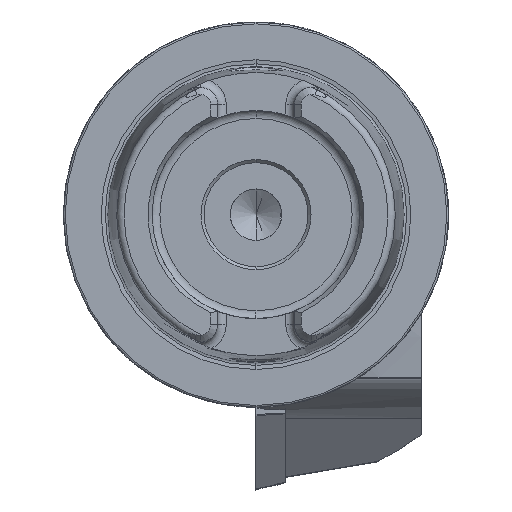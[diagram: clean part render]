
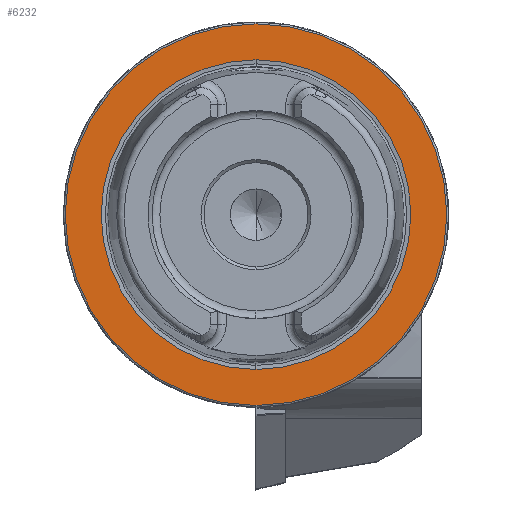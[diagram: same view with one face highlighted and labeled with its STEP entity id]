
A CAD part, left-side view. The second image highlights one B-rep face of the part: STEP entity #6232.
In plain terms, the highlighted planar face has unit normal (-1, 0, 0).
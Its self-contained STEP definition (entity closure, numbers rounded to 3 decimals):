
#160 = EDGE_CURVE ( 'NONE', #12031, #11988, #2695, .T. ) ;
#163 = EDGE_CURVE ( 'NONE', #11982, #12007, #2688, .T. ) ;
#1062 = CARTESIAN_POINT ( 'NONE',  ( 0., 31.2, 0. ) ) ;
#1065 = PLANE ( 'NONE',  #9038 ) ;
#1067 = DIRECTION ( 'NONE',  ( 1., 0., 0. ) ) ;
#1068 = DIRECTION ( 'NONE',  ( 0., 0., -1. ) ) ;
#1982 = CARTESIAN_POINT ( 'NONE',  ( 0., 0., 0. ) ) ;
#1983 = DIRECTION ( 'NONE',  ( -1., 0., 0. ) ) ;
#1984 = DIRECTION ( 'NONE',  ( 0., 0., 1. ) ) ;
#2688 = CIRCLE ( 'NONE', #7512, 25.324 ) ;
#2695 = CIRCLE ( 'NONE', #7482, 31.2 ) ;
#3065 = FACE_OUTER_BOUND ( 'NONE', #3830, .T. ) ;
#3072 = FACE_BOUND ( 'NONE', #3806, .T. ) ;
#3806 = EDGE_LOOP ( 'NONE', ( #11799, #11914 ) ) ;
#3830 = EDGE_LOOP ( 'NONE', ( #11795, #11804 ) ) ;
#5793 = AXIS2_PLACEMENT_3D ( 'NONE', #1982, #1983, #1984 ) ;
#5837 = AXIS2_PLACEMENT_3D ( 'NONE', #9403, #9404, #9405 ) ;
#5924 = CARTESIAN_POINT ( 'NONE',  ( 0., 0., -31.2 ) ) ;
#6232 = ADVANCED_FACE ( 'NONE', ( #3072, #3065 ), #1065, .F. ) ;
#7365 = CARTESIAN_POINT ( 'NONE',  ( 0., 0., 25.324 ) ) ;
#7370 = CARTESIAN_POINT ( 'NONE',  ( 0., 0., 31.2 ) ) ;
#7389 = CARTESIAN_POINT ( 'NONE',  ( 0., 0., -25.324 ) ) ;
#7482 = AXIS2_PLACEMENT_3D ( 'NONE', #9841, #9839, #9838 ) ;
#7512 = AXIS2_PLACEMENT_3D ( 'NONE', #9812, #9813, #9814 ) ;
#8340 = EDGE_CURVE ( 'NONE', #12007, #11982, #10155, .T. ) ;
#8584 = EDGE_CURVE ( 'NONE', #11988, #12031, #11103, .T. ) ;
#9038 = AXIS2_PLACEMENT_3D ( 'NONE', #1062, #1067, #1068 ) ;
#9403 = CARTESIAN_POINT ( 'NONE',  ( 0., 0., 0. ) ) ;
#9404 = DIRECTION ( 'NONE',  ( -1., 0., 0. ) ) ;
#9405 = DIRECTION ( 'NONE',  ( 0., 0., 1. ) ) ;
#9812 = CARTESIAN_POINT ( 'NONE',  ( 0., 0., 0. ) ) ;
#9813 = DIRECTION ( 'NONE',  ( -1., 0., 0. ) ) ;
#9814 = DIRECTION ( 'NONE',  ( 0., 0., 1. ) ) ;
#9838 = DIRECTION ( 'NONE',  ( 0., 0., 1. ) ) ;
#9839 = DIRECTION ( 'NONE',  ( -1., 0., 0. ) ) ;
#9841 = CARTESIAN_POINT ( 'NONE',  ( 0., 0., 0. ) ) ;
#10155 = CIRCLE ( 'NONE', #5793, 25.324 ) ;
#11103 = CIRCLE ( 'NONE', #5837, 31.2 ) ;
#11795 = ORIENTED_EDGE ( 'NONE', *, *, #8584, .T. ) ;
#11799 = ORIENTED_EDGE ( 'NONE', *, *, #163, .F. ) ;
#11804 = ORIENTED_EDGE ( 'NONE', *, *, #160, .T. ) ;
#11914 = ORIENTED_EDGE ( 'NONE', *, *, #8340, .F. ) ;
#11982 = VERTEX_POINT ( 'NONE', #7365 ) ;
#11988 = VERTEX_POINT ( 'NONE', #7370 ) ;
#12007 = VERTEX_POINT ( 'NONE', #7389 ) ;
#12031 = VERTEX_POINT ( 'NONE', #5924 ) ;
